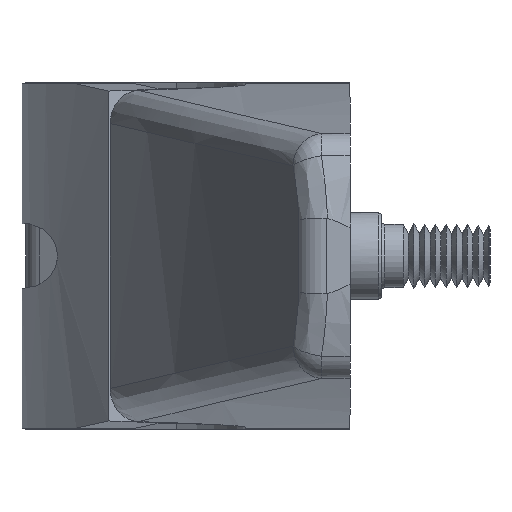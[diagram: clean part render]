
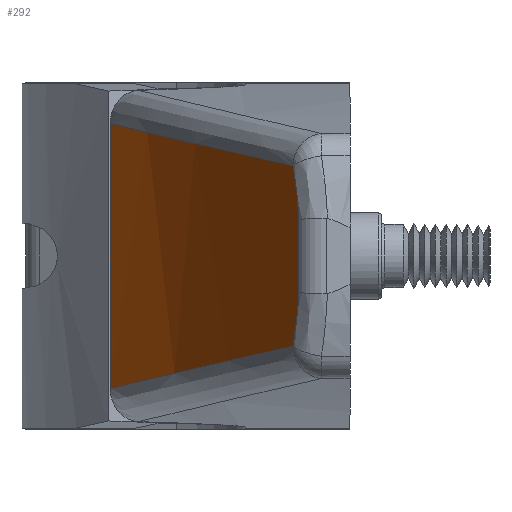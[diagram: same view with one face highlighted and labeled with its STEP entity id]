
A CAD part, left-side view. The second image highlights one B-rep face of the part: STEP entity #292.
In plain terms, the highlighted cylindrical face has radius 173.871 mm (diameter 347.742 mm), a partial arc.
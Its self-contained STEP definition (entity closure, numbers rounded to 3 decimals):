
#292 = ADVANCED_FACE( '', ( #662 ), #663, .T. );
#662 = FACE_OUTER_BOUND( '', #1230, .T. );
#663 = CYLINDRICAL_SURFACE( '', #1231, 173.871 );
#1230 = EDGE_LOOP( '', ( #2096, #2097, #2098, #2099, #2100, #2101 ) );
#1231 = AXIS2_PLACEMENT_3D( '', #2102, #2103, #2104 );
#2096 = ORIENTED_EDGE( '', *, *, #2639, .T. );
#2097 = ORIENTED_EDGE( '', *, *, #2632, .T. );
#2098 = ORIENTED_EDGE( '', *, *, #2739, .T. );
#2099 = ORIENTED_EDGE( '', *, *, #2778, .T. );
#2100 = ORIENTED_EDGE( '', *, *, #2779, .T. );
#2101 = ORIENTED_EDGE( '', *, *, #2780, .T. );
#2102 = CARTESIAN_POINT( '', ( -61.749, -147.628, 16. ) );
#2103 = DIRECTION( '', ( 0., 0., 1. ) );
#2104 = DIRECTION( '', ( -1., 0., 0. ) );
#2632 = EDGE_CURVE( '', #2961, #3078, #3080, .T. );
#2639 = EDGE_CURVE( '', #3091, #2961, #3092, .T. );
#2739 = EDGE_CURVE( '', #3078, #3246, #3248, .T. );
#2778 = EDGE_CURVE( '', #3246, #3234, #3300, .T. );
#2779 = EDGE_CURVE( '', #3234, #3301, #3302, .T. );
#2780 = EDGE_CURVE( '', #3301, #3091, #3303, .F. );
#2961 = VERTEX_POINT( '', #3575 );
#3078 = VERTEX_POINT( '', #3776 );
#3080 = B_SPLINE_CURVE_WITH_KNOTS( '', 3, ( #3823, #3824, #3825, #3826, #3827, #3828, #3829, #3830, #3831, #3832, #3833, #3834, #3835, #3836, #3837, #3838, #3839, #3840, #3841 ), .UNSPECIFIED., .F., .F., ( 4, 1, 1, 1, 2, 2, 2, 1, 1, 2, 1, 1, 4 ), ( 0., 0.006, 0.012, 0.018, 0.024, 0.025, 0.025, 0.026, 0.027, 0.03, 0.036, 0.042, 0.048 ), .UNSPECIFIED. );
#3091 = VERTEX_POINT( '', #3856 );
#3092 = B_SPLINE_CURVE_WITH_KNOTS( '', 3, ( #3857, #3858, #3859, #3860, #3861, #3862, #3863, #3864, #3865, #3866, #3867, #3868, #3869, #3870 ), .UNSPECIFIED., .F., .F., ( 4, 1, 2, 2, 2, 1, 2, 4 ), ( 0., 0.001, 0.003, 0.003, 0.003, 0.003, 0.004, 0.005 ), .UNSPECIFIED. );
#3234 = VERTEX_POINT( '', #4205 );
#3246 = VERTEX_POINT( '', #4235 );
#3248 = LINE( '', #4281, #4282 );
#3300 = B_SPLINE_CURVE_WITH_KNOTS( '', 3, ( #4347, #4348, #4349, #4350, #4351, #4352, #4353, #4354, #4355, #4356, #4357, #4358, #4359, #4360, #4361, #4362, #4363, #4364 ), .UNSPECIFIED., .F., .F., ( 4, 1, 1, 2, 1, 1, 2, 2, 1, 1, 1, 1, 4 ), ( 0., 0.006, 0.012, 0.018, 0.021, 0.023, 0.023, 0.023, 0.024, 0.03, 0.036, 0.042, 0.049 ), .UNSPECIFIED. );
#3301 = VERTEX_POINT( '', #4365 );
#3302 = B_SPLINE_CURVE_WITH_KNOTS( '', 3, ( #4366, #4367, #4368, #4369, #4370, #4371, #4372, #4373, #4374, #4375, #4376, #4377, #4378 ), .UNSPECIFIED., .F., .F., ( 4, 2, 1, 2, 2, 1, 1, 4 ), ( 0., 0.001, 0.002, 0.002, 0.002, 0.003, 0.004, 0.005 ), .UNSPECIFIED. );
#3303 = LINE( '', #4379, #4380 );
#3575 = CARTESIAN_POINT( '', ( -144.589, 5.241, 8.339 ) );
#3776 = CARTESIAN_POINT( '', ( -99.418, 22.114, 12.234 ) );
#3823 = CARTESIAN_POINT( '', ( -144.589, 5.241, 8.339 ) );
#3824 = CARTESIAN_POINT( '', ( -142.818, 6.2, 8.554 ) );
#3825 = CARTESIAN_POINT( '', ( -139.246, 8.057, 8.971 ) );
#3826 = CARTESIAN_POINT( '', ( -133.799, 10.651, 9.562 ) );
#3827 = CARTESIAN_POINT( '', ( -128.262, 13.056, 10.116 ) );
#3828 = CARTESIAN_POINT( '', ( -124.511, 14.533, 10.459 ) );
#3829 = CARTESIAN_POINT( '', ( -122.384, 15.328, 10.644 ) );
#3830 = CARTESIAN_POINT( '', ( -122.147, 15.416, 10.665 ) );
#3831 = CARTESIAN_POINT( '', ( -121.792, 15.547, 10.695 ) );
#3832 = CARTESIAN_POINT( '', ( -121.674, 15.591, 10.706 ) );
#3833 = CARTESIAN_POINT( '', ( -121.437, 15.678, 10.726 ) );
#3834 = CARTESIAN_POINT( '', ( -120.844, 15.894, 10.776 ) );
#3835 = CARTESIAN_POINT( '', ( -119.3, 16.448, 10.906 ) );
#3836 = CARTESIAN_POINT( '', ( -117.87, 16.941, 11.021 ) );
#3837 = CARTESIAN_POINT( '', ( -115.001, 17.9, 11.246 ) );
#3838 = CARTESIAN_POINT( '', ( -111.154, 19.113, 11.531 ) );
#3839 = CARTESIAN_POINT( '', ( -105.323, 20.731, 11.911 ) );
#3840 = CARTESIAN_POINT( '', ( -101.393, 21.676, 12.132 ) );
#3841 = CARTESIAN_POINT( '', ( -99.418, 22.114, 12.234 ) );
#3856 = CARTESIAN_POINT( '', ( -145.624, 4.675, 3.379 ) );
#3857 = CARTESIAN_POINT( '', ( -145.624, 4.675, 3.379 ) );
#3858 = CARTESIAN_POINT( '', ( -145.584, 4.697, 3.803 ) );
#3859 = CARTESIAN_POINT( '', ( -145.481, 4.754, 4.647 ) );
#3860 = CARTESIAN_POINT( '', ( -145.331, 4.836, 5.481 ) );
#3861 = CARTESIAN_POINT( '', ( -145.223, 4.895, 5.999 ) );
#3862 = CARTESIAN_POINT( '', ( -145.201, 4.908, 6.102 ) );
#3863 = CARTESIAN_POINT( '', ( -145.166, 4.927, 6.257 ) );
#3864 = CARTESIAN_POINT( '', ( -145.154, 4.933, 6.309 ) );
#3865 = CARTESIAN_POINT( '', ( -145.131, 4.946, 6.412 ) );
#3866 = CARTESIAN_POINT( '', ( -145.07, 4.979, 6.669 ) );
#3867 = CARTESIAN_POINT( '', ( -145.005, 5.014, 6.925 ) );
#3868 = CARTESIAN_POINT( '', ( -144.841, 5.104, 7.536 ) );
#3869 = CARTESIAN_POINT( '', ( -144.721, 5.169, 7.94 ) );
#3870 = CARTESIAN_POINT( '', ( -144.589, 5.241, 8.339 ) );
#4205 = CARTESIAN_POINT( '', ( -144.589, 5.241, -8.338 ) );
#4235 = CARTESIAN_POINT( '', ( -99.418, 22.114, -12.234 ) );
#4281 = CARTESIAN_POINT( '', ( -99.418, 22.114, 16. ) );
#4282 = VECTOR( '', #4843, 1000. );
#4347 = CARTESIAN_POINT( '', ( -99.418, 22.114, -12.234 ) );
#4348 = CARTESIAN_POINT( '', ( -101.393, 21.676, -12.132 ) );
#4349 = CARTESIAN_POINT( '', ( -105.323, 20.731, -11.91 ) );
#4350 = CARTESIAN_POINT( '', ( -111.154, 19.113, -11.53 ) );
#4351 = CARTESIAN_POINT( '', ( -115.001, 17.9, -11.245 ) );
#4352 = CARTESIAN_POINT( '', ( -117.87, 16.941, -11.02 ) );
#4353 = CARTESIAN_POINT( '', ( -119.3, 16.448, -10.905 ) );
#4354 = CARTESIAN_POINT( '', ( -120.844, 15.894, -10.776 ) );
#4355 = CARTESIAN_POINT( '', ( -121.437, 15.678, -10.725 ) );
#4356 = CARTESIAN_POINT( '', ( -121.674, 15.591, -10.705 ) );
#4357 = CARTESIAN_POINT( '', ( -121.792, 15.547, -10.695 ) );
#4358 = CARTESIAN_POINT( '', ( -122.147, 15.416, -10.664 ) );
#4359 = CARTESIAN_POINT( '', ( -124.276, 14.626, -10.48 ) );
#4360 = CARTESIAN_POINT( '', ( -128.262, 13.056, -10.115 ) );
#4361 = CARTESIAN_POINT( '', ( -133.799, 10.651, -9.561 ) );
#4362 = CARTESIAN_POINT( '', ( -139.246, 8.057, -8.97 ) );
#4363 = CARTESIAN_POINT( '', ( -142.818, 6.2, -8.553 ) );
#4364 = CARTESIAN_POINT( '', ( -144.589, 5.241, -8.338 ) );
#4365 = CARTESIAN_POINT( '', ( -145.624, 4.675, -3.377 ) );
#4366 = CARTESIAN_POINT( '', ( -144.589, 5.241, -8.338 ) );
#4367 = CARTESIAN_POINT( '', ( -144.721, 5.169, -7.939 ) );
#4368 = CARTESIAN_POINT( '', ( -144.841, 5.104, -7.535 ) );
#4369 = CARTESIAN_POINT( '', ( -145.005, 5.014, -6.924 ) );
#4370 = CARTESIAN_POINT( '', ( -145.07, 4.979, -6.668 ) );
#4371 = CARTESIAN_POINT( '', ( -145.131, 4.946, -6.411 ) );
#4372 = CARTESIAN_POINT( '', ( -145.154, 4.933, -6.308 ) );
#4373 = CARTESIAN_POINT( '', ( -145.166, 4.927, -6.256 ) );
#4374 = CARTESIAN_POINT( '', ( -145.201, 4.908, -6.101 ) );
#4375 = CARTESIAN_POINT( '', ( -145.313, 4.846, -5.583 ) );
#4376 = CARTESIAN_POINT( '', ( -145.481, 4.754, -4.645 ) );
#4377 = CARTESIAN_POINT( '', ( -145.584, 4.697, -3.802 ) );
#4378 = CARTESIAN_POINT( '', ( -145.624, 4.675, -3.377 ) );
#4379 = CARTESIAN_POINT( '', ( -145.624, 4.675, 16. ) );
#4380 = VECTOR( '', #4884, 1000. );
#4843 = DIRECTION( '', ( 0., 0., -1. ) );
#4884 = DIRECTION( '', ( 0., 0., -1. ) );
